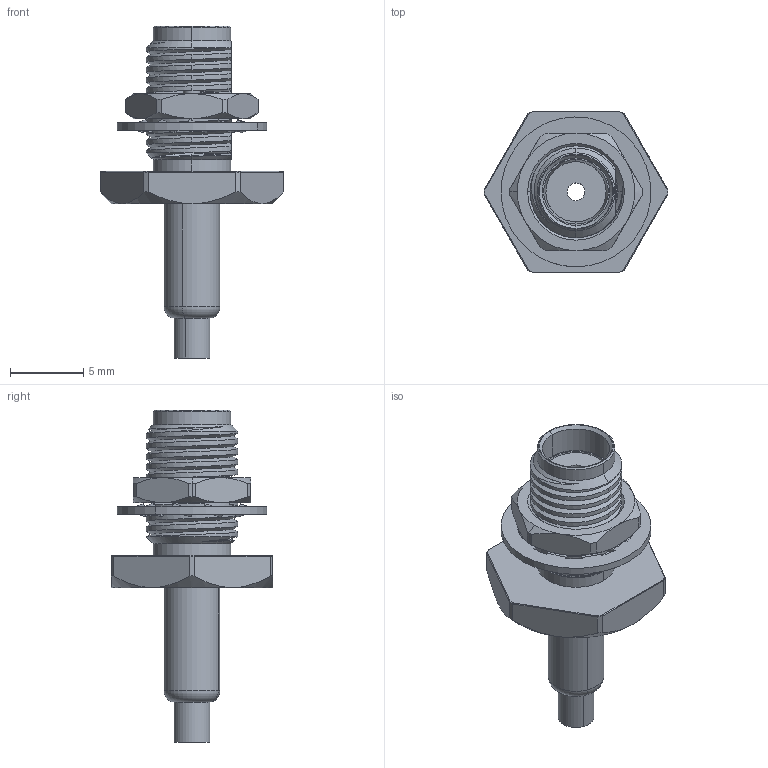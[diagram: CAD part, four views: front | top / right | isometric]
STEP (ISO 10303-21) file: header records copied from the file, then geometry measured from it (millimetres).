
FILE_DESCRIPTION (( 'STEP AP214' ), '1' );
FILE_NAME ('30-282-D3-AA.STEP', '2024-08-09T08:05:41', ( '' ), ( '' ), 'SwSTEP 2.0', 'SolidWorks 2024', '' );
FILE_SCHEMA (( 'AUTOMOTIVE_DESIGN' ));
Length unit declared in the file: millimetre
Products named in the file (1): 30-282-D3-AA
Bounding box: 12.5 x 11 x 22.6 mm (x, y, z)
Surface area: 918.3 mm2 (no closed solid volume)
Topology: 0 solids, 5 shells, 215 faces, 628 edges, 400 vertices
Faces by surface type: cylinder 68, bspline 60, plane 43, cone 36, torus 8
Entity records: 14595 total; most frequent: CARTESIAN_POINT 9636, ORIENTED_EDGE 1137, DIRECTION 823, EDGE_CURVE 628, VERTEX_POINT 400, AXIS2_PLACEMENT_3D 286, VECTOR 251, LINE 251
